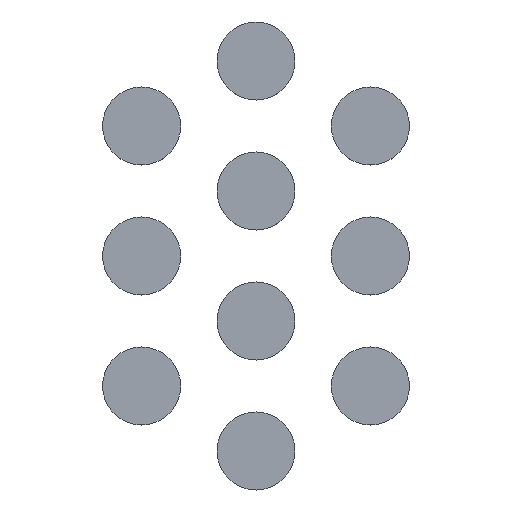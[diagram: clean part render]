
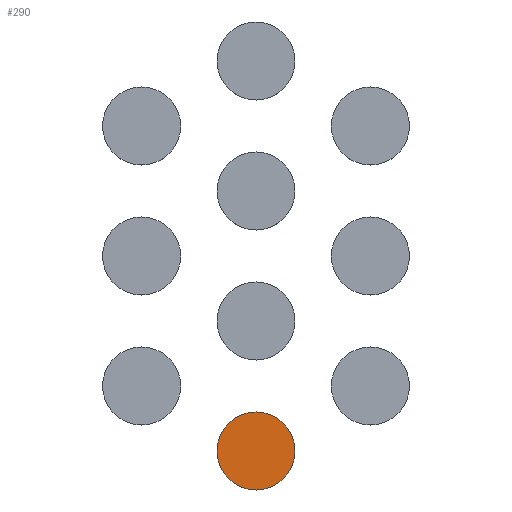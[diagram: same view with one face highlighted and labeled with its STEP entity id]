
A CAD part, top view. The second image highlights one B-rep face of the part: STEP entity #290.
In plain terms, the highlighted planar face has unit normal (0, 0, 1).
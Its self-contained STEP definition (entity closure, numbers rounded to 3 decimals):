
#80=FACE_OUTER_BOUND('',#110,.T.);
#110=EDGE_LOOP('',(#228));
#134=CIRCLE('',#354,0.75);
#154=VERTEX_POINT('',#533);
#179=EDGE_CURVE('',#154,#154,#134,.T.);
#228=ORIENTED_EDGE('',*,*,#179,.T.);
#264=PLANE('',#355);
#290=ADVANCED_FACE('',(#80),#264,.T.);
#354=AXIS2_PLACEMENT_3D('',#534,#439,#440);
#355=AXIS2_PLACEMENT_3D('',#536,#442,#443);
#439=DIRECTION('center_axis',(0.,0.,1.));
#440=DIRECTION('ref_axis',(1.,0.,0.));
#442=DIRECTION('center_axis',(0.,0.,1.));
#443=DIRECTION('ref_axis',(1.,0.,0.));
#533=CARTESIAN_POINT('',(-0.75,-3.75,0.02));
#534=CARTESIAN_POINT('Origin',(0.,-3.75,0.02));
#536=CARTESIAN_POINT('Origin',(0.,-3.75,0.02));
